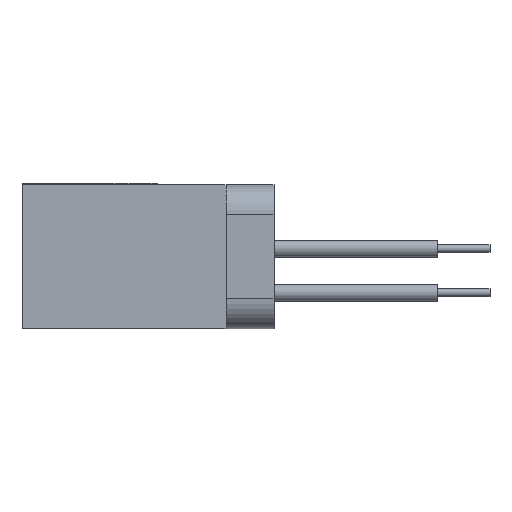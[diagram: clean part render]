
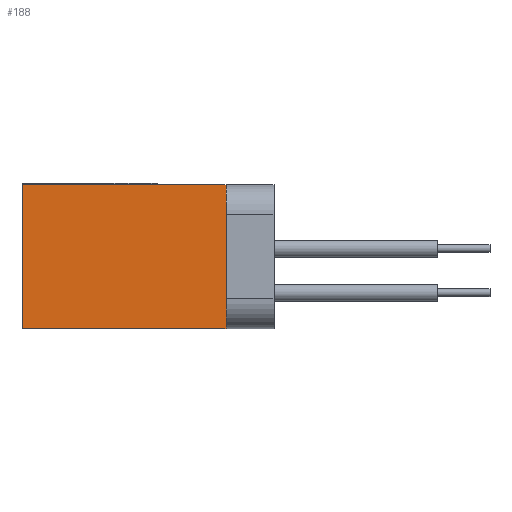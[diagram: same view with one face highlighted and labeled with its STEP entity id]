
A CAD part, left-side view. The second image highlights one B-rep face of the part: STEP entity #188.
In plain terms, the highlighted planar face has unit normal (-1, 0, 0).
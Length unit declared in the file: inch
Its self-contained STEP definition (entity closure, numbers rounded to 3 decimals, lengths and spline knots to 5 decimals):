
#188=ADVANCED_FACE('',(#483),#349,.F.);
#349=PLANE('',#3376);
#483=FACE_OUTER_BOUND('',#650,.T.);
#650=EDGE_LOOP('',(#1125,#1126,#1127,#1128));
#1125=ORIENTED_EDGE('',*,*,#2204,.T.);
#1126=ORIENTED_EDGE('',*,*,#2214,.T.);
#1127=ORIENTED_EDGE('',*,*,#2249,.F.);
#1128=ORIENTED_EDGE('',*,*,#2265,.T.);
#1894=VERTEX_POINT('',#4640);
#1895=VERTEX_POINT('',#4642);
#1903=VERTEX_POINT('',#4660);
#1934=VERTEX_POINT('',#4728);
#2204=EDGE_CURVE('',#1895,#1894,#2660,.T.);
#2214=EDGE_CURVE('',#1894,#1903,#2668,.T.);
#2249=EDGE_CURVE('',#1934,#1903,#2700,.T.);
#2265=EDGE_CURVE('',#1934,#1895,#2713,.T.);
#2660=LINE('',#4641,#3026);
#2668=LINE('',#4661,#3034);
#2700=LINE('',#4729,#3066);
#2713=LINE('',#4756,#3079);
#3026=VECTOR('',#3705,1.);
#3034=VECTOR('',#3719,1.);
#3066=VECTOR('',#3761,1.);
#3079=VECTOR('',#3784,1.);
#3376=AXIS2_PLACEMENT_3D('',#4861,#3868,#3869);
#3705=DIRECTION('',(0.,-1.,0.));
#3719=DIRECTION('',(0.,0.,1.));
#3761=DIRECTION('',(0.,-1.,0.));
#3784=DIRECTION('',(0.,0.,-1.));
#3868=DIRECTION('',(1.,0.,0.));
#3869=DIRECTION('',(0.,1.,0.));
#4640=CARTESIAN_POINT('',(0.17675,0.48536,0.82383));
#4641=CARTESIAN_POINT('',(0.17675,0.91036,0.82383));
#4642=CARTESIAN_POINT('',(0.17675,0.91036,0.82383));
#4660=CARTESIAN_POINT('',(0.17675,0.48536,1.12383));
#4661=CARTESIAN_POINT('',(0.17675,0.48536,1.12383));
#4728=CARTESIAN_POINT('',(0.17675,0.91036,1.12383));
#4729=CARTESIAN_POINT('',(0.17675,0.91036,1.12383));
#4756=CARTESIAN_POINT('',(0.17675,0.91036,1.12383));
#4861=CARTESIAN_POINT('',(0.17675,0.91036,1.12383));
